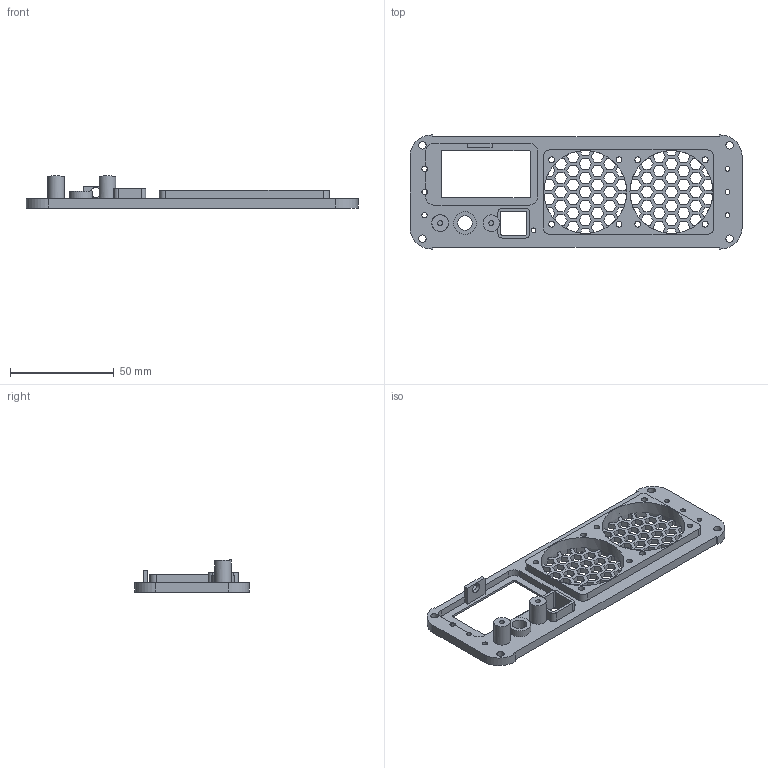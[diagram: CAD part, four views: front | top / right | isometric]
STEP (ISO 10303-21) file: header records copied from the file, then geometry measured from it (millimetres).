
FILE_DESCRIPTION(/* description */ (''),/* implementation_level */ '2;1');
FILE_NAME(/* name */ 'AudioMonitor_Panel_20230814EV_END_+0.5MM.step',/* time_stamp */ '2023-08-14T11:09:04+08:00',/* author */ (''),/* organization */ (''),/* preprocessor_version */ 'ST-DEVELOPER v20',/* originating_system */ 'Autodesk Translation Framework v12.9.0.99',/* authorisation */ '');
FILE_SCHEMA (('AUTOMOTIVE_DESIGN { 1 0 10303 214 3 1 1 }'));
Length unit declared in the file: millimetre
Products named in the file (2): AudioMonitor_Panel_20230813EV_END; Audio_FrontPanel
Assembly tree (1 placements, depth 2):
  AudioMonitor_Panel_20230813EV_END
    Audio_FrontPanel
Bounding box: 160 x 55 x 15.5 mm (x, y, z)
Volume: 25840.1 mm3; surface area: 22546.7 mm2
Topology: 1 solids, 1 shells, 503 faces, 1558 edges, 1038 vertices
Faces by surface type: plane 441, cylinder 62
Full cylindrical faces by diameter (mm): 2.3 x4, 2.4 x2, 2.5 x3, 2.8 x8, 3.6 x4, 4.8 x1, 4.9 x8, 7 x1, 8 x2, 11 x1, 40 x2
Entity records: 17615 total; most frequent: ORIENTED_EDGE 3116, CARTESIAN_POINT 3102, DIRECTION 2768, EDGE_CURVE 1558, LINE 1360, VECTOR 1360, VERTEX_POINT 1038, AXIS2_PLACEMENT_3D 704
